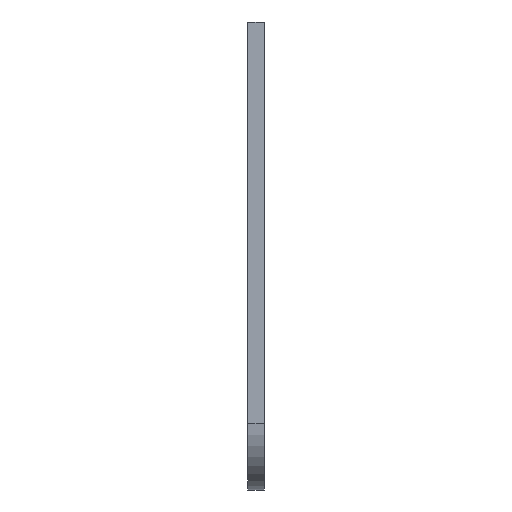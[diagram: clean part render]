
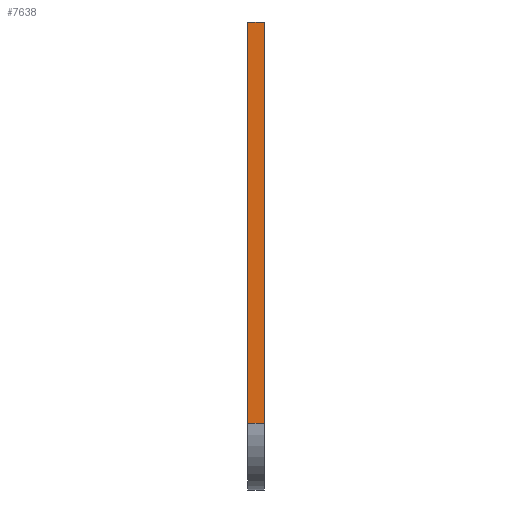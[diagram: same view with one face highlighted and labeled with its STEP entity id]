
A CAD part, front view. The second image highlights one B-rep face of the part: STEP entity #7638.
In plain terms, the highlighted planar face has unit normal (0, -1, 0).
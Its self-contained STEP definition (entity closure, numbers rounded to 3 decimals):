
#13 = EDGE_CURVE ( 'NONE', #2573, #8228, #4833, .T. ) ;
#304 = CARTESIAN_POINT ( 'NONE',  ( 5., -90., 70. ) ) ;
#543 = CARTESIAN_POINT ( 'NONE',  ( 5., -90., 70. ) ) ;
#672 = ORIENTED_EDGE ( 'NONE', *, *, #1758, .T. ) ;
#1133 = DIRECTION ( 'NONE',  ( 1., 0., 0. ) ) ;
#1537 = DIRECTION ( 'NONE',  ( -1., 0., 0. ) ) ;
#1758 = EDGE_CURVE ( 'NONE', #8228, #6195, #4967, .T. ) ;
#2378 = DIRECTION ( 'NONE',  ( 0., 0., 1. ) ) ;
#2460 = LINE ( 'NONE', #7721, #5953 ) ;
#2573 = VERTEX_POINT ( 'NONE', #543 ) ;
#2589 = EDGE_CURVE ( 'NONE', #2573, #7528, #2460, .T. ) ;
#2905 = ORIENTED_EDGE ( 'NONE', *, *, #13, .T. ) ;
#3020 = CARTESIAN_POINT ( 'NONE',  ( 5., -90., -70. ) ) ;
#3060 = CARTESIAN_POINT ( 'NONE',  ( 5., -90., -50. ) ) ;
#3602 = ORIENTED_EDGE ( 'NONE', *, *, #2589, .F. ) ;
#3622 = FACE_OUTER_BOUND ( 'NONE', #5799, .T. ) ;
#3644 = CARTESIAN_POINT ( 'NONE',  ( 0., -90., -70. ) ) ;
#3657 = VECTOR ( 'NONE', #1537, 1000. ) ;
#3876 = CARTESIAN_POINT ( 'NONE',  ( 0., -90., -50. ) ) ;
#4376 = VECTOR ( 'NONE', #7605, 1000. ) ;
#4833 = LINE ( 'NONE', #304, #3657 ) ;
#4967 = LINE ( 'NONE', #3644, #4376 ) ;
#4974 = VECTOR ( 'NONE', #1133, 1000. ) ;
#5071 = ORIENTED_EDGE ( 'NONE', *, *, #6480, .T. ) ;
#5799 = EDGE_LOOP ( 'NONE', ( #672, #5071, #3602, #2905 ) ) ;
#5953 = VECTOR ( 'NONE', #7883, 1000. ) ;
#6195 = VERTEX_POINT ( 'NONE', #3876 ) ;
#6252 = DIRECTION ( 'NONE',  ( 0., 1., 0. ) ) ;
#6329 = LINE ( 'NONE', #3060, #4974 ) ;
#6480 = EDGE_CURVE ( 'NONE', #6195, #7528, #6329, .T. ) ;
#6946 = CARTESIAN_POINT ( 'NONE',  ( 5., -90., -50. ) ) ;
#6972 = PLANE ( 'NONE',  #8388 ) ;
#7163 = CARTESIAN_POINT ( 'NONE',  ( 0., -90., 70. ) ) ;
#7528 = VERTEX_POINT ( 'NONE', #6946 ) ;
#7605 = DIRECTION ( 'NONE',  ( 0., 0., -1. ) ) ;
#7638 = ADVANCED_FACE ( 'NONE', ( #3622 ), #6972, .F. ) ;
#7721 = CARTESIAN_POINT ( 'NONE',  ( 5., -90., -70. ) ) ;
#7883 = DIRECTION ( 'NONE',  ( 0., 0., -1. ) ) ;
#8228 = VERTEX_POINT ( 'NONE', #7163 ) ;
#8388 = AXIS2_PLACEMENT_3D ( 'NONE', #3020, #6252, #2378 ) ;
